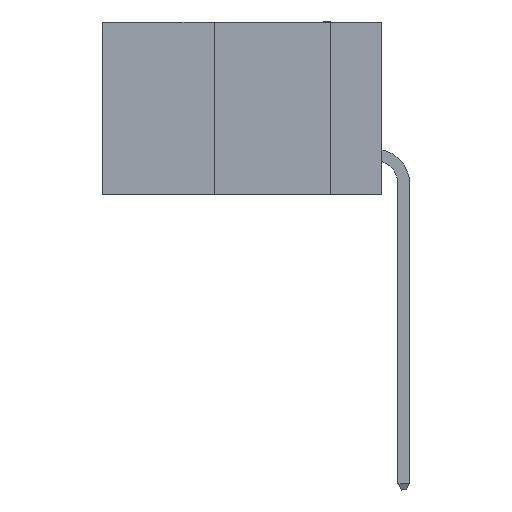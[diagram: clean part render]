
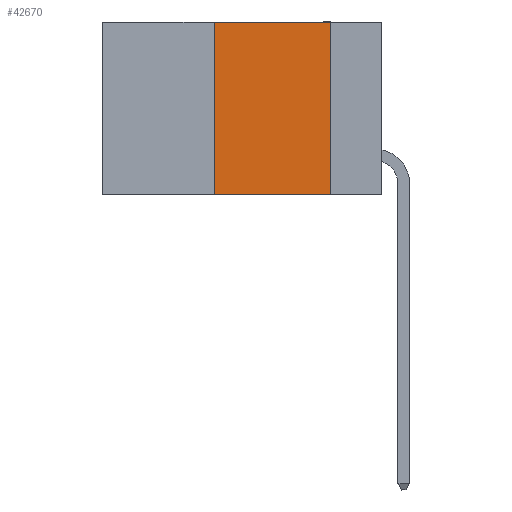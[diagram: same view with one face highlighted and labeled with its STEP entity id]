
A CAD part, left-side view. The second image highlights one B-rep face of the part: STEP entity #42670.
In plain terms, the highlighted planar face has unit normal (-1, 0, 0).
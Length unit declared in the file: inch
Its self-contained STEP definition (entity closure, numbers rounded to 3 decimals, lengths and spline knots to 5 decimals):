
#1919 = ORIENTED_EDGE ( 'NONE', *, *, #31852, .F. ) ;
#4175 = DIRECTION ( 'NONE',  ( 0., 0., -1. ) ) ;
#6755 = LINE ( 'NONE', #11423, #40881 ) ;
#7094 = CARTESIAN_POINT ( 'NONE',  ( 0., 0.11, 0. ) ) ;
#8663 = LINE ( 'NONE', #34218, #41791 ) ;
#9968 = CARTESIAN_POINT ( 'NONE',  ( 0., 0.36, 0. ) ) ;
#10250 = DIRECTION ( 'NONE',  ( 0., 0., 1. ) ) ;
#11423 = CARTESIAN_POINT ( 'NONE',  ( 0., 0.11, 0. ) ) ;
#12310 = VECTOR ( 'NONE', #34755, 39.37008 ) ;
#12371 = VERTEX_POINT ( 'NONE', #18202 ) ;
#13292 = CARTESIAN_POINT ( 'NONE',  ( 0., 0.36, 0. ) ) ;
#13913 = CARTESIAN_POINT ( 'NONE',  ( 0., 0.6, 0. ) ) ;
#14533 = EDGE_CURVE ( 'NONE', #34420, #25654, #8663, .T. ) ;
#17247 = AXIS2_PLACEMENT_3D ( 'NONE', #13913, #17343, #4175 ) ;
#17343 = DIRECTION ( 'NONE',  ( 1., 0., 0. ) ) ;
#17795 = PLANE ( 'NONE',  #17247 ) ;
#18202 = CARTESIAN_POINT ( 'NONE',  ( 0., 0.36, -0.37 ) ) ;
#19520 = ORIENTED_EDGE ( 'NONE', *, *, #14533, .F. ) ;
#19736 = ORIENTED_EDGE ( 'NONE', *, *, #40371, .T. ) ;
#21862 = CARTESIAN_POINT ( 'NONE',  ( 0., 0.11, -0.37 ) ) ;
#22079 = VECTOR ( 'NONE', #10250, 39.37008 ) ;
#23961 = DIRECTION ( 'NONE',  ( 0., -1., 0. ) ) ;
#25066 = EDGE_CURVE ( 'NONE', #25654, #32205, #6755, .T. ) ;
#25654 = VERTEX_POINT ( 'NONE', #7094 ) ;
#26496 = ORIENTED_EDGE ( 'NONE', *, *, #25066, .F. ) ;
#31852 = EDGE_CURVE ( 'NONE', #12371, #34420, #32399, .T. ) ;
#32205 = VERTEX_POINT ( 'NONE', #21862 ) ;
#32399 = LINE ( 'NONE', #13292, #22079 ) ;
#33578 = EDGE_LOOP ( 'NONE', ( #26496, #19520, #1919, #19736 ) ) ;
#34135 = CARTESIAN_POINT ( 'NONE',  ( 0., 0.6, -0.37 ) ) ;
#34218 = CARTESIAN_POINT ( 'NONE',  ( 0., 0.6, 0. ) ) ;
#34420 = VERTEX_POINT ( 'NONE', #9968 ) ;
#34755 = DIRECTION ( 'NONE',  ( 0., -1., 0. ) ) ;
#38702 = LINE ( 'NONE', #34135, #12310 ) ;
#39987 = DIRECTION ( 'NONE',  ( 0., 0., -1. ) ) ;
#40371 = EDGE_CURVE ( 'NONE', #12371, #32205, #38702, .T. ) ;
#40881 = VECTOR ( 'NONE', #39987, 39.37008 ) ;
#41077 = FACE_OUTER_BOUND ( 'NONE', #33578, .T. ) ;
#41791 = VECTOR ( 'NONE', #23961, 39.37008 ) ;
#42670 = ADVANCED_FACE ( 'NONE', ( #41077 ), #17795, .F. ) ;
